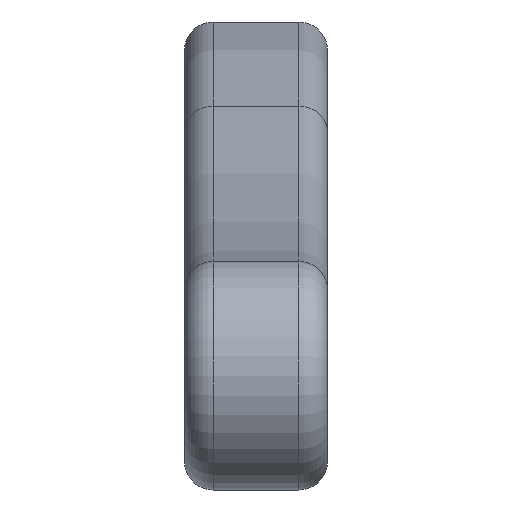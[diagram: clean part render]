
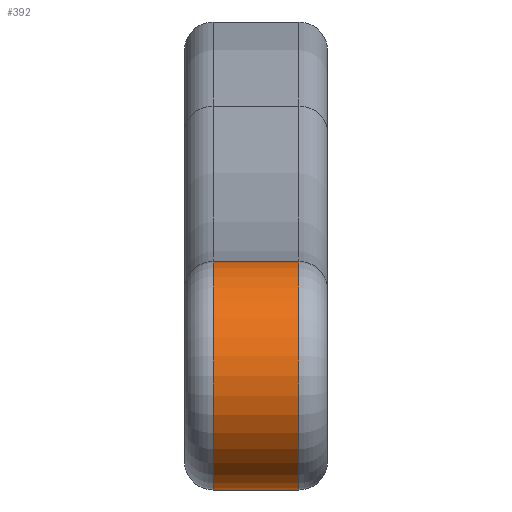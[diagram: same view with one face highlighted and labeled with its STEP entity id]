
A CAD part, left-side view. The second image highlights one B-rep face of the part: STEP entity #392.
In plain terms, the highlighted cylindrical face has radius 4 mm (diameter 8 mm), a partial arc.
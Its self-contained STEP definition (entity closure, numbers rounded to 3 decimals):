
#19 = CARTESIAN_POINT ( 'NONE',  ( -29.5, 4., -4. ) ) ;
#34 = ORIENTED_EDGE ( 'NONE', *, *, #399, .T. ) ;
#75 = DIRECTION ( 'NONE',  ( 0., 1., 0. ) ) ;
#140 = CARTESIAN_POINT ( 'NONE',  ( -29.5, 5., 4. ) ) ;
#154 = LINE ( 'NONE', #140, #938 ) ;
#255 = DIRECTION ( 'NONE',  ( 0., 0., -1. ) ) ;
#288 = AXIS2_PLACEMENT_3D ( 'NONE', #805, #391, #255 ) ;
#298 = EDGE_CURVE ( 'NONE', #568, #323, #154, .T. ) ;
#323 = VERTEX_POINT ( 'NONE', #456 ) ;
#325 = DIRECTION ( 'NONE',  ( 0., -1., 0. ) ) ;
#333 = CARTESIAN_POINT ( 'NONE',  ( -29.5, 4., 4. ) ) ;
#391 = DIRECTION ( 'NONE',  ( 0., -1., 0. ) ) ;
#392 = ADVANCED_FACE ( 'NONE', ( #463 ), #475, .T. ) ;
#394 = CIRCLE ( 'NONE', #288, 4. ) ;
#395 = CARTESIAN_POINT ( 'NONE',  ( -29.5, 5., 0. ) ) ;
#399 = EDGE_CURVE ( 'NONE', #902, #934, #548, .T. ) ;
#437 = EDGE_LOOP ( 'NONE', ( #731, #721, #34, #519 ) ) ;
#456 = CARTESIAN_POINT ( 'NONE',  ( -29.5, 1., 4. ) ) ;
#463 = FACE_OUTER_BOUND ( 'NONE', #437, .T. ) ;
#473 = DIRECTION ( 'NONE',  ( 0., -1., 0. ) ) ;
#475 = CYLINDRICAL_SURFACE ( 'NONE', #954, 4. ) ;
#478 = AXIS2_PLACEMENT_3D ( 'NONE', #675, #75, #890 ) ;
#519 = ORIENTED_EDGE ( 'NONE', *, *, #864, .T. ) ;
#520 = CARTESIAN_POINT ( 'NONE',  ( -29.5, 1., -4. ) ) ;
#548 = LINE ( 'NONE', #778, #790 ) ;
#568 = VERTEX_POINT ( 'NONE', #333 ) ;
#674 = EDGE_CURVE ( 'NONE', #568, #902, #394, .T. ) ;
#675 = CARTESIAN_POINT ( 'NONE',  ( -29.5, 1., 0. ) ) ;
#721 = ORIENTED_EDGE ( 'NONE', *, *, #674, .T. ) ;
#731 = ORIENTED_EDGE ( 'NONE', *, *, #298, .F. ) ;
#747 = DIRECTION ( 'NONE',  ( 0., -1., 0. ) ) ;
#778 = CARTESIAN_POINT ( 'NONE',  ( -29.5, 5., -4. ) ) ;
#790 = VECTOR ( 'NONE', #473, 1000. ) ;
#805 = CARTESIAN_POINT ( 'NONE',  ( -29.5, 4., 0. ) ) ;
#853 = CIRCLE ( 'NONE', #478, 4. ) ;
#864 = EDGE_CURVE ( 'NONE', #934, #323, #853, .T. ) ;
#890 = DIRECTION ( 'NONE',  ( 0., 0., -1. ) ) ;
#902 = VERTEX_POINT ( 'NONE', #19 ) ;
#931 = DIRECTION ( 'NONE',  ( 0., 0., -1. ) ) ;
#934 = VERTEX_POINT ( 'NONE', #520 ) ;
#938 = VECTOR ( 'NONE', #747, 1000. ) ;
#954 = AXIS2_PLACEMENT_3D ( 'NONE', #395, #325, #931 ) ;
